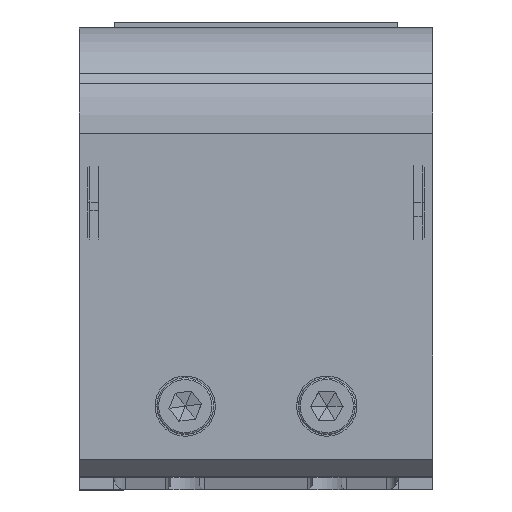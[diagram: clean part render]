
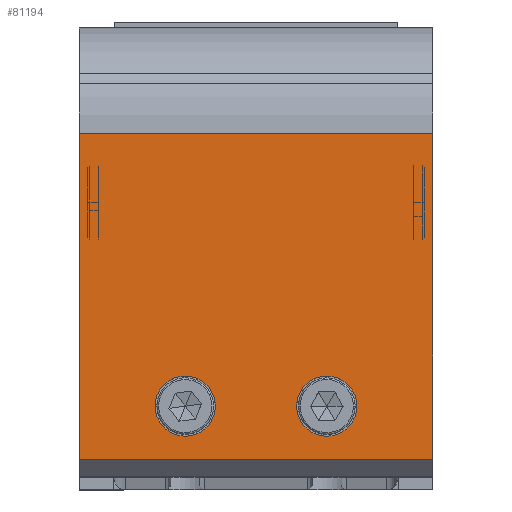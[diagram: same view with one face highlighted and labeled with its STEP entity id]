
A CAD part, top view. The second image highlights one B-rep face of the part: STEP entity #81194.
In plain terms, the highlighted planar face has unit normal (0, 0, 1).
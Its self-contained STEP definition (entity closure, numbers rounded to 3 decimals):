
#711 = DIRECTION ( 'NONE',  ( 1., 0., 0. ) ) ;
#1929 = VERTEX_POINT ( 'NONE', #126881 ) ;
#3131 = CIRCLE ( 'NONE', #191856, 8.5 ) ;
#3262 = EDGE_CURVE ( 'NONE', #20338, #205279, #35357, .T. ) ;
#11522 = ORIENTED_EDGE ( 'NONE', *, *, #178230, .F. ) ;
#14071 = VERTEX_POINT ( 'NONE', #100807 ) ;
#20338 = VERTEX_POINT ( 'NONE', #23370 ) ;
#23370 = CARTESIAN_POINT ( 'NONE',  ( 123.158, 218.108, 657.202 ) ) ;
#25112 = EDGE_CURVE ( 'NONE', #1929, #122166, #218419, .T. ) ;
#33843 = DIRECTION ( 'NONE',  ( 0., -1., 0. ) ) ;
#35357 = CIRCLE ( 'NONE', #49897, 8.5 ) ;
#39844 = EDGE_CURVE ( 'NONE', #81212, #149220, #136447, .T. ) ;
#40145 = DIRECTION ( 'NONE',  ( 0., 0., 1. ) ) ;
#47644 = DIRECTION ( 'NONE',  ( 0., 1., 0. ) ) ;
#49133 = VERTEX_POINT ( 'NONE', #188635 ) ;
#49897 = AXIS2_PLACEMENT_3D ( 'NONE', #195869, #71006, #144770 ) ;
#50115 = EDGE_CURVE ( 'NONE', #49133, #149220, #187271, .T. ) ;
#53425 = LINE ( 'NONE', #120458, #93097 ) ;
#64865 = DIRECTION ( 'NONE',  ( -1., 0., 0. ) ) ;
#64868 = EDGE_LOOP ( 'NONE', ( #11522, #195202 ) ) ;
#71006 = DIRECTION ( 'NONE',  ( 0., 0., 1. ) ) ;
#76778 = VECTOR ( 'NONE', #136462, 1000. ) ;
#78395 = AXIS2_PLACEMENT_3D ( 'NONE', #85646, #223107, #120889 ) ;
#81194 = ADVANCED_FACE ( 'NONE', ( #150953, #135077, #168007 ), #203202, .F. ) ;
#81212 = VERTEX_POINT ( 'NONE', #217969 ) ;
#84142 = CARTESIAN_POINT ( 'NONE',  ( 201.658, 203.108, 657.202 ) ) ;
#85646 = CARTESIAN_POINT ( 'NONE',  ( 171.658, 218.108, 657.202 ) ) ;
#91161 = ORIENTED_EDGE ( 'NONE', *, *, #158525, .T. ) ;
#93097 = VECTOR ( 'NONE', #189705, 1000. ) ;
#100807 = CARTESIAN_POINT ( 'NONE',  ( 201.658, 295.108, 657.202 ) ) ;
#107377 = CARTESIAN_POINT ( 'NONE',  ( 180.158, 218.108, 657.202 ) ) ;
#108029 = AXIS2_PLACEMENT_3D ( 'NONE', #114633, #186142, #47644 ) ;
#108255 = DIRECTION ( 'NONE',  ( 1., 0., 0. ) ) ;
#114633 = CARTESIAN_POINT ( 'NONE',  ( 201.658, 203.108, 657.202 ) ) ;
#118895 = CARTESIAN_POINT ( 'NONE',  ( 131.658, 218.108, 657.202 ) ) ;
#119382 = CARTESIAN_POINT ( 'NONE',  ( 201.658, 203.108, 657.202 ) ) ;
#120458 = CARTESIAN_POINT ( 'NONE',  ( 201.658, 295.108, 657.202 ) ) ;
#120889 = DIRECTION ( 'NONE',  ( 1., 0., 0. ) ) ;
#122166 = VERTEX_POINT ( 'NONE', #107377 ) ;
#126881 = CARTESIAN_POINT ( 'NONE',  ( 163.158, 218.108, 657.202 ) ) ;
#133302 = EDGE_CURVE ( 'NONE', #205279, #20338, #3131, .T. ) ;
#135077 = FACE_BOUND ( 'NONE', #64868, .T. ) ;
#136346 = ORIENTED_EDGE ( 'NONE', *, *, #50115, .T. ) ;
#136447 = LINE ( 'NONE', #119382, #177271 ) ;
#136462 = DIRECTION ( 'NONE',  ( 0., -1., 0. ) ) ;
#144770 = DIRECTION ( 'NONE',  ( 1., 0., 0. ) ) ;
#147207 = ORIENTED_EDGE ( 'NONE', *, *, #39844, .F. ) ;
#149220 = VERTEX_POINT ( 'NONE', #220035 ) ;
#150953 = FACE_BOUND ( 'NONE', #176054, .T. ) ;
#158212 = CIRCLE ( 'NONE', #78395, 8.5 ) ;
#158525 = EDGE_CURVE ( 'NONE', #14071, #49133, #53425, .T. ) ;
#160576 = DIRECTION ( 'NONE',  ( 0., 0., 1. ) ) ;
#168007 = FACE_OUTER_BOUND ( 'NONE', #190105, .T. ) ;
#176054 = EDGE_LOOP ( 'NONE', ( #198027, #209478 ) ) ;
#176838 = EDGE_CURVE ( 'NONE', #14071, #81212, #209047, .T. ) ;
#177271 = VECTOR ( 'NONE', #64865, 1000. ) ;
#178230 = EDGE_CURVE ( 'NONE', #122166, #1929, #158212, .T. ) ;
#186142 = DIRECTION ( 'NONE',  ( 0., 0., -1. ) ) ;
#187271 = LINE ( 'NONE', #221343, #196624 ) ;
#188635 = CARTESIAN_POINT ( 'NONE',  ( 101.658, 295.108, 657.202 ) ) ;
#189705 = DIRECTION ( 'NONE',  ( -1., 0., 0. ) ) ;
#190105 = EDGE_LOOP ( 'NONE', ( #136346, #147207, #196347, #91161 ) ) ;
#191856 = AXIS2_PLACEMENT_3D ( 'NONE', #118895, #40145, #711 ) ;
#195202 = ORIENTED_EDGE ( 'NONE', *, *, #25112, .F. ) ;
#195869 = CARTESIAN_POINT ( 'NONE',  ( 131.658, 218.108, 657.202 ) ) ;
#196347 = ORIENTED_EDGE ( 'NONE', *, *, #176838, .F. ) ;
#196546 = AXIS2_PLACEMENT_3D ( 'NONE', #196861, #160576, #108255 ) ;
#196624 = VECTOR ( 'NONE', #33843, 1000. ) ;
#196861 = CARTESIAN_POINT ( 'NONE',  ( 171.658, 218.108, 657.202 ) ) ;
#198027 = ORIENTED_EDGE ( 'NONE', *, *, #133302, .F. ) ;
#203202 = PLANE ( 'NONE',  #108029 ) ;
#205279 = VERTEX_POINT ( 'NONE', #209977 ) ;
#209047 = LINE ( 'NONE', #84142, #76778 ) ;
#209478 = ORIENTED_EDGE ( 'NONE', *, *, #3262, .F. ) ;
#209977 = CARTESIAN_POINT ( 'NONE',  ( 140.158, 218.108, 657.202 ) ) ;
#217969 = CARTESIAN_POINT ( 'NONE',  ( 201.658, 203.108, 657.202 ) ) ;
#218419 = CIRCLE ( 'NONE', #196546, 8.5 ) ;
#220035 = CARTESIAN_POINT ( 'NONE',  ( 101.658, 203.108, 657.202 ) ) ;
#221343 = CARTESIAN_POINT ( 'NONE',  ( 101.658, 203.108, 657.202 ) ) ;
#223107 = DIRECTION ( 'NONE',  ( 0., 0., 1. ) ) ;
